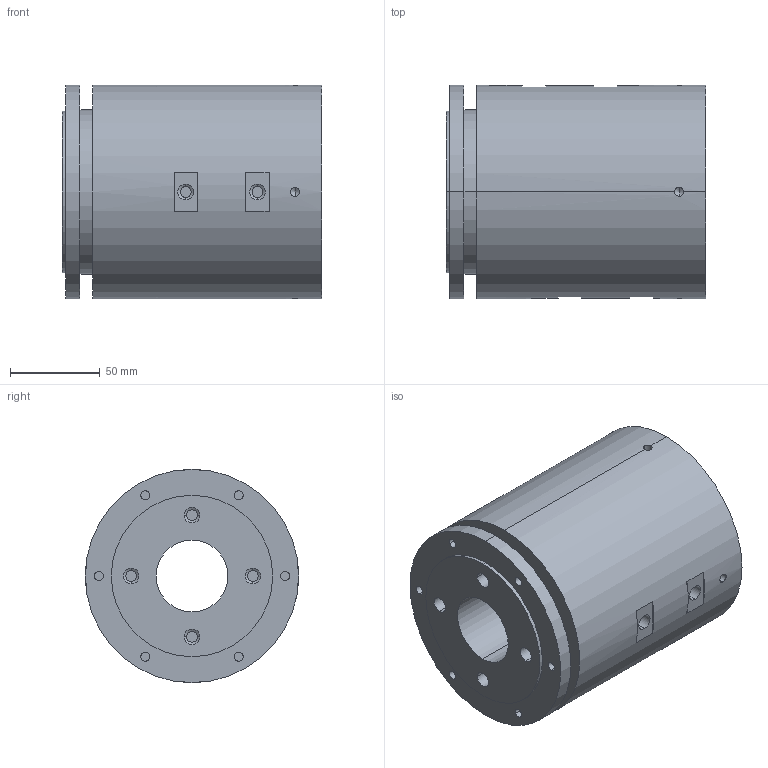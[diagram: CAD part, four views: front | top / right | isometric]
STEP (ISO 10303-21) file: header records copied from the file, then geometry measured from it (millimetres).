
FILE_DESCRIPTION (( 'STEP AP203' ), '1' );
FILE_NAME ('GJ4040-02.STEP', '2020-07-25T07:02:22', ( 'gongcheng1' ), ( '' ), 'SwSTEP 2.0', 'SolidWorks 2014', '' );
FILE_SCHEMA (( 'CONFIG_CONTROL_DESIGN' ));
Length unit declared in the file: millimetre
Products named in the file (1): GJ4040-02
Bounding box: 145 x 119 x 119 mm (x, y, z)
Volume: 1347069.6 mm3; surface area: 108102.8 mm2
Topology: 1 solids, 1 shells, 149 faces, 340 edges, 196 vertices
Faces by surface type: cylinder 82, cone 40, plane 27
Entity records: 4355 total; most frequent: CARTESIAN_POINT 914, DIRECTION 768, ORIENTED_EDGE 632, EDGE_CURVE 316, AXIS2_PLACEMENT_3D 314, VERTEX_POINT 196, EDGE_LOOP 190, CIRCLE 164
